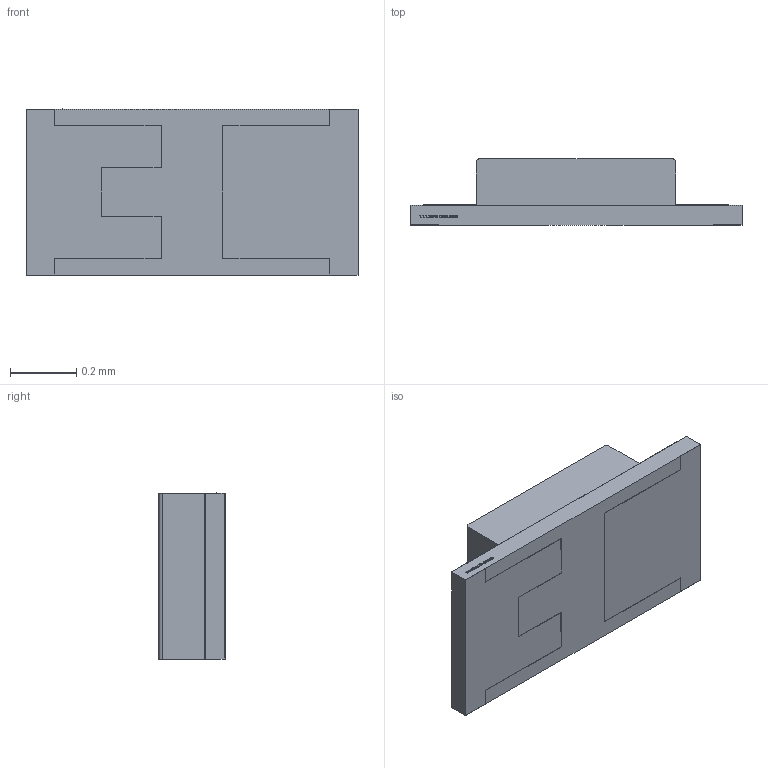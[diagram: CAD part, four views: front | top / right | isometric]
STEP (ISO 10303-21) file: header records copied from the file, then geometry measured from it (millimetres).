
FILE_DESCRIPTION (( 'STEP AP214' ), '1' );
FILE_NAME ('XZxx68x-3.STEP', '2015-09-11T17:51:28', ( '' ), ( '' ), 'SwSTEP 2.0', 'SolidWorks 2012', '' );
FILE_SCHEMA (( 'AUTOMOTIVE_DESIGN' ));
Length unit declared in the file: millimetre
Products named in the file (1): XZxx68x-3
Bounding box: 1 x 0.2 x 0.5 mm (x, y, z)
Volume: 0.1 mm3; surface area: 3 mm2
Topology: 6 solids, 6 shells, 274 faces, 726 edges, 484 vertices
Faces by surface type: plane 173, bspline 99, cylinder 2
Entity records: 13055 total; most frequent: CARTESIAN_POINT 6840, ORIENTED_EDGE 1452, DIRECTION 884, EDGE_CURVE 726, VECTOR 524, LINE 524, VERTEX_POINT 484, EDGE_LOOP 294
